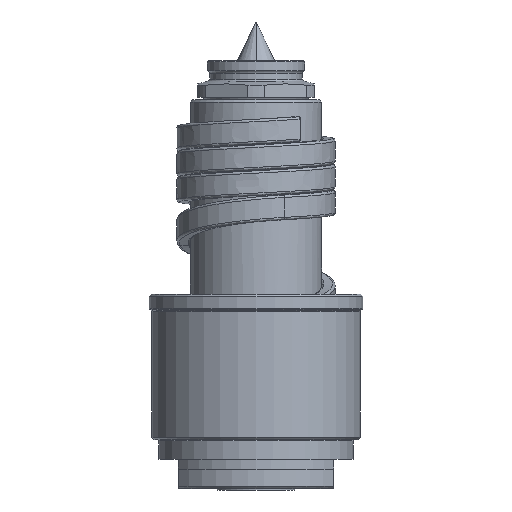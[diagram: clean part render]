
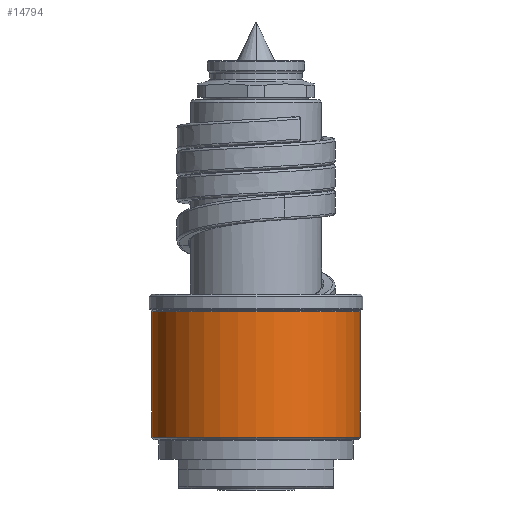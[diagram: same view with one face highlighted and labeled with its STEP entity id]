
A CAD part, front view. The second image highlights one B-rep face of the part: STEP entity #14794.
In plain terms, the highlighted cylindrical face has radius 21.5 mm (diameter 43 mm), a partial arc.
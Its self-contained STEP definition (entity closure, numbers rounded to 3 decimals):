
#5613=CARTESIAN_POINT('',(0.,0.,10.583));
#5614=DIRECTION('',(0.,0.,1.));
#5615=DIRECTION('',(-1.,0.,0.));
#5616=AXIS2_PLACEMENT_3D('',#5613,#5614,#5615);
#5618=DIRECTION('',(0.,0.,-1.));
#5619=VECTOR('',#5618,25.834);
#5620=CARTESIAN_POINT('',(-21.5,0.,36.417));
#5621=LINE('',#5620,#5619);
#5622=CARTESIAN_POINT('',(0.,0.,36.417));
#5623=DIRECTION('',(0.,0.,1.));
#5624=DIRECTION('',(-1.,0.,0.));
#5625=AXIS2_PLACEMENT_3D('',#5622,#5623,#5624);
#5627=DIRECTION('',(0.,0.,-1.));
#5628=VECTOR('',#5627,25.834);
#5629=CARTESIAN_POINT('',(21.5,0.,36.417));
#5630=LINE('',#5629,#5628);
#5971=CARTESIAN_POINT('',(21.5,0.,36.417));
#5972=CARTESIAN_POINT('',(-21.5,0.,36.417));
#5973=VERTEX_POINT('',#5971);
#5974=VERTEX_POINT('',#5972);
#5997=CARTESIAN_POINT('',(21.5,0.,10.583));
#5998=VERTEX_POINT('',#5997);
#5999=CARTESIAN_POINT('',(-21.5,0.,10.583));
#6000=VERTEX_POINT('',#5999);
#14782=CARTESIAN_POINT('',(0.,0.,8.5));
#14783=DIRECTION('',(0.,0.,1.));
#14784=DIRECTION('',(-1.,0.,0.));
#14785=AXIS2_PLACEMENT_3D('',#14782,#14783,#14784);
#14786=CYLINDRICAL_SURFACE('',#14785,21.5);
#14787=ORIENTED_EDGE('',*,*,#12437,.F.);
#14788=ORIENTED_EDGE('',*,*,#12418,.F.);
#14790=ORIENTED_EDGE('',*,*,#14789,.T.);
#14791=ORIENTED_EDGE('',*,*,#12414,.T.);
#14792=EDGE_LOOP('',(#14787,#14788,#14790,#14791));
#14793=FACE_OUTER_BOUND('',#14792,.F.);
#5617=CIRCLE('',#5616,21.5);
#5626=CIRCLE('',#5625,21.5);
#12414=EDGE_CURVE('',#5973,#5998,#5630,.T.);
#12418=EDGE_CURVE('',#5974,#6000,#5621,.T.);
#12437=EDGE_CURVE('',#6000,#5998,#5617,.T.);
#14789=EDGE_CURVE('',#5974,#5973,#5626,.T.);
#14794=ADVANCED_FACE('',(#14793),#14786,.T.);
